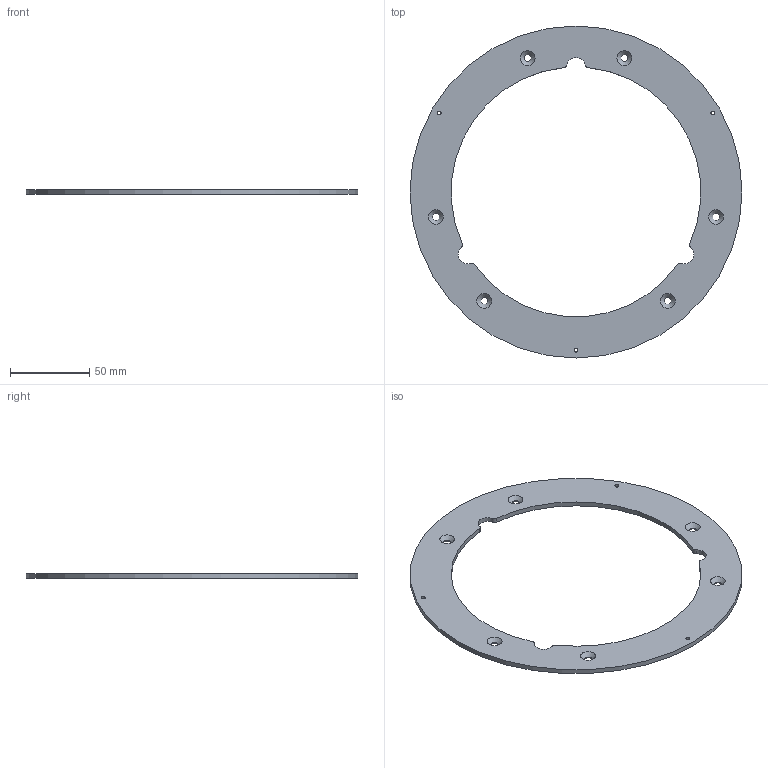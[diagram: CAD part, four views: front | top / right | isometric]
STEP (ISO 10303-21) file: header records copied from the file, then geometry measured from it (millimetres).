
FILE_DESCRIPTION(/* description */ (''),/* implementation_level */ '2;1');
FILE_NAME(/* name */ 'K8800-BP.stp',/* time_stamp */ '2017-11-30T09:38:04+01:00',/* author */ ('jange'),/* organization */ (''),/* preprocessor_version */ 'ST-DEVELOPER v17',/* originating_system */ 'Autodesk Inventor 2018',/* authorisation */ '');
FILE_SCHEMA (('AUTOMOTIVE_DESIGN { 1 0 10303 214 3 1 1 }'));
Length unit declared in the file: millimetre
Products named in the file (1): BED PLATE
Bounding box: 210 x 210 x 3 mm (x, y, z)
Volume: 43886 mm3; surface area: 33261.7 mm2
Topology: 1 solids, 1 shells, 30 faces, 93 edges, 65 vertices
Faces by surface type: cylinder 22, cone 6, plane 2
Full cylindrical faces by diameter (mm): 2.459 x3, 4.5 x6, 210 x1
Entity records: 1173 total; most frequent: DIRECTION 220, CARTESIAN_POINT 189, ORIENTED_EDGE 186, AXIS2_PLACEMENT_3D 96, EDGE_CURVE 93, CIRCLE 65, VERTEX_POINT 65, EDGE_LOOP 50
